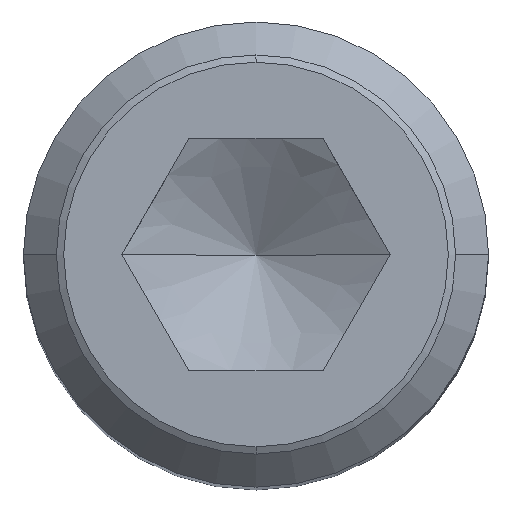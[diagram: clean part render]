
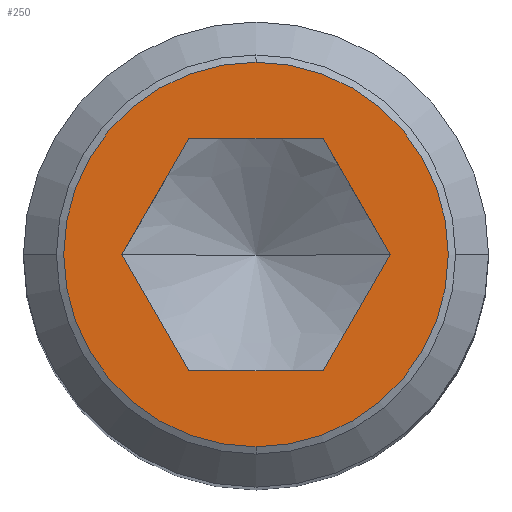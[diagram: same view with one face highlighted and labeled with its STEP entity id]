
A CAD part, top view. The second image highlights one B-rep face of the part: STEP entity #250.
In plain terms, the highlighted planar face has unit normal (0, 0, 1).
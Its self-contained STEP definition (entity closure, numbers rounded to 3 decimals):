
#138=VERTEX_POINT('',#356);
#140=VERTEX_POINT('',#358);
#144=VERTEX_POINT('',#362);
#164=EDGE_CURVE('',#140,#138,#385,.T.);
#182=VERTEX_POINT('',#404);
#186=EDGE_CURVE('',#296,#218,#408,.T.);
#210=EDGE_CURVE('',#218,#256,#434,.T.);
#218=VERTEX_POINT('',#444);
#250=ADVANCED_FACE('',(#481,#482),#483,.T.);
#252=EDGE_CURVE('',#256,#144,#485,.T.);
#256=VERTEX_POINT('',#490);
#274=EDGE_CURVE('',#138,#140,#509,.T.);
#290=EDGE_CURVE('',#304,#296,#527,.T.);
#296=VERTEX_POINT('',#533);
#300=EDGE_CURVE('',#182,#304,#537,.T.);
#304=VERTEX_POINT('',#541);
#322=EDGE_CURVE('',#144,#182,#560,.T.);
#356=CARTESIAN_POINT('',(0.,2.067,0.));
#358=CARTESIAN_POINT('',(0.,-2.067,0.));
#362=CARTESIAN_POINT('',(1.443,0.0,0.));
#385=CIRCLE('',#625,2.067);
#404=CARTESIAN_POINT('',(0.722,-1.25,0.));
#408=LINE('',#671,#672);
#434=LINE('',#707,#708);
#444=CARTESIAN_POINT('',(-0.722,1.25,0.));
#481=FACE_BOUND('',#784,.T.);
#482=FACE_OUTER_BOUND('',#785,.T.);
#483=PLANE('',#786);
#485=LINE('',#789,#790);
#490=CARTESIAN_POINT('',(0.722,1.25,0.));
#509=CIRCLE('',#831,2.067);
#527=LINE('',#865,#866);
#533=CARTESIAN_POINT('',(-1.443,0.0,0.));
#537=LINE('',#880,#881);
#541=CARTESIAN_POINT('',(-0.722,-1.25,0.));
#560=LINE('',#912,#913);
#625=AXIS2_PLACEMENT_3D('',#973,#974,#975);
#671=CARTESIAN_POINT('',(-0.902,0.938,0.));
#672=VECTOR('',#987,1.0);
#707=CARTESIAN_POINT('',(0.361,1.25,0.));
#708=VECTOR('',#1012,1.0);
#784=EDGE_LOOP('',(#1078,#1079,#1080,#1081,#1082,#1083));
#785=EDGE_LOOP('',(#1084,#1085));
#786=AXIS2_PLACEMENT_3D('',#1086,#1087,#1088);
#789=CARTESIAN_POINT('',(1.263,0.313,0.));
#790=VECTOR('',#1089,1.0);
#831=AXIS2_PLACEMENT_3D('',#1114,#1115,#1116);
#865=CARTESIAN_POINT('',(-1.263,-0.312,0.));
#866=VECTOR('',#1136,1.0);
#880=CARTESIAN_POINT('',(-0.361,-1.25,0.));
#881=VECTOR('',#1141,1.0);
#912=CARTESIAN_POINT('',(0.902,-0.937,0.));
#913=VECTOR('',#1157,1.0);
#973=CARTESIAN_POINT('',(0.,0.,0.));
#974=DIRECTION('',(0.0,0.0,1.0));
#975=DIRECTION('',(0.,1.0,0.0));
#987=DIRECTION('',(0.5,0.866,0.));
#1012=DIRECTION('',(1.0,0.0,0.0));
#1078=ORIENTED_EDGE('',*,*,#290,.T.);
#1079=ORIENTED_EDGE('',*,*,#186,.T.);
#1080=ORIENTED_EDGE('',*,*,#210,.T.);
#1081=ORIENTED_EDGE('',*,*,#252,.T.);
#1082=ORIENTED_EDGE('',*,*,#322,.T.);
#1083=ORIENTED_EDGE('',*,*,#300,.T.);
#1084=ORIENTED_EDGE('',*,*,#274,.T.);
#1085=ORIENTED_EDGE('',*,*,#164,.T.);
#1086=CARTESIAN_POINT('',(-1.772,0.,0.));
#1087=DIRECTION('',(0.0,0.0,1.0));
#1088=DIRECTION('',(-1.0,0.,0.0));
#1089=DIRECTION('',(0.5,-0.866,0.));
#1114=CARTESIAN_POINT('',(0.,0.,0.));
#1115=DIRECTION('',(0.0,0.0,1.0));
#1116=DIRECTION('',(0.,1.0,0.0));
#1136=DIRECTION('',(-0.5,0.866,0.));
#1141=DIRECTION('',(-1.0,0.0,0.0));
#1157=DIRECTION('',(-0.5,-0.866,0.));
